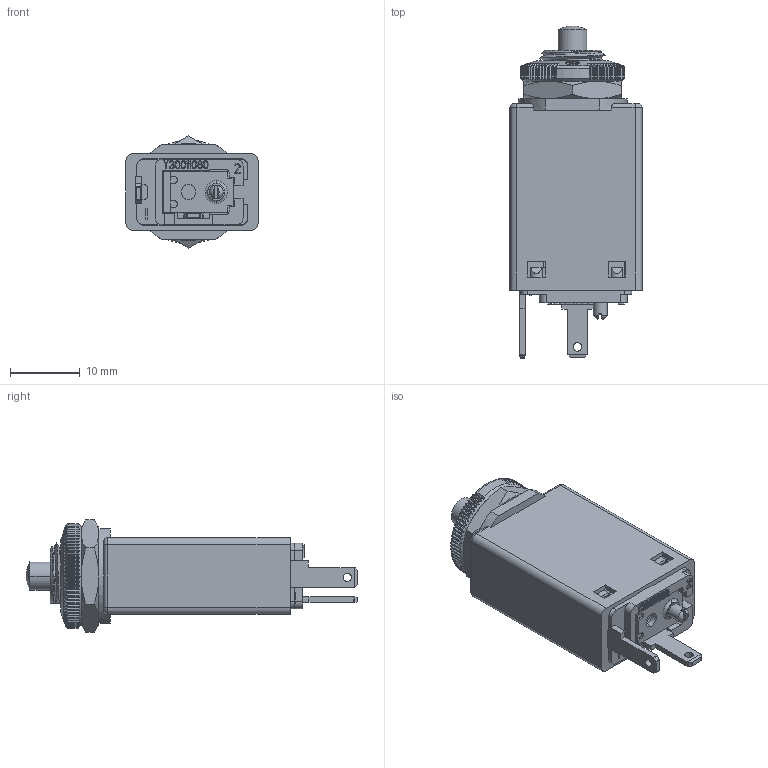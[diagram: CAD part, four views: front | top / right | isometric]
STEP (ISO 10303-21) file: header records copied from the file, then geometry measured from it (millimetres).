
FILE_DESCRIPTION((''),'2;1');
FILE_NAME('DUMMY-106-M2-P30-AB7A','2024-03-07T08:17:55',('wschmidt'),(''),'CREO PARAMETRIC BY PTC INC, 2022484','CREO PARAMETRIC BY PTC INC, 2022484','');
FILE_SCHEMA(('AUTOMOTIVE_DESIGN { 1 0 10303 214 1 1 1 1 }'));
Products named in the file (1): DUMMY-106-M2-P30-AB7A
Bounding box: 19 x 47.76 x 16.17 mm (x, y, z)
Volume: 6782.1 mm3; surface area: 4272.2 mm2
Topology: 1 solids, 4 shells, 1668 faces, 4457 edges, 2810 vertices
Faces by surface type: plane 825, cone 315, cylinder 241, torus 151, bspline 122, sphere 14
Entity records: 66788 total; most frequent: CARTESIAN_POINT 25746, ORIENTED_EDGE 8910, DIRECTION 7833, EDGE_CURVE 4455, VERTEX_POINT 2810, AXIS2_PLACEMENT_3D 2734, VECTOR 2365, LINE 2365
